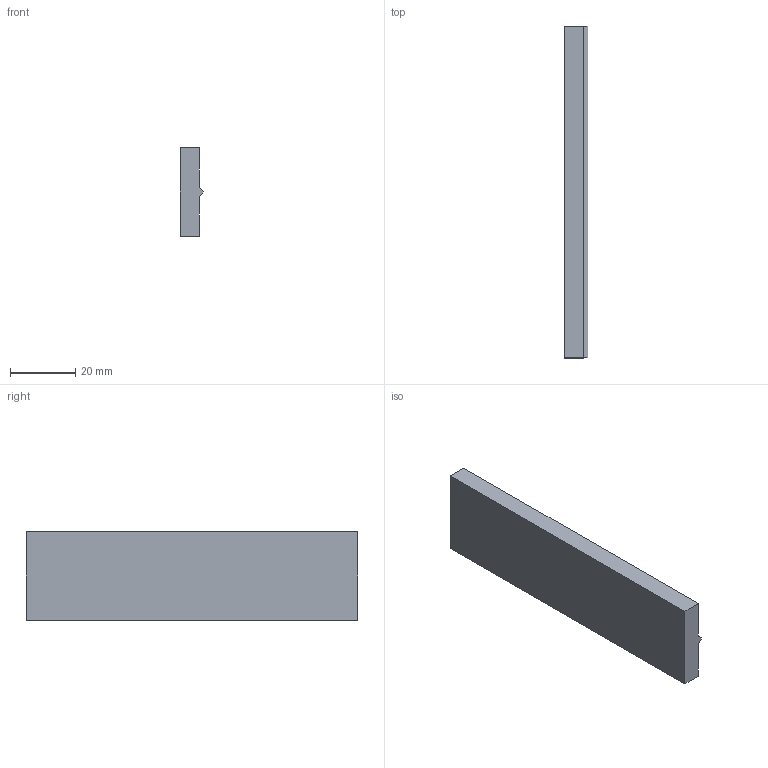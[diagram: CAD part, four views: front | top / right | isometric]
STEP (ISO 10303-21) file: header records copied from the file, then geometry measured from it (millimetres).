
FILE_DESCRIPTION (( 'STEP AP214' ), '1' );
FILE_NAME ('Dispenser Back.STEP', '2017-11-20T05:48:55', ( '' ), ( '' ), 'SwSTEP 2.0', 'SolidWorks 2017', '' );
FILE_SCHEMA (( 'AUTOMOTIVE_DESIGN' ));
Length unit declared in the file: inch
Products named in the file (1): Dispenser Back
Bounding box: 7.28 x 101.6 x 27.18 mm (x, y, z)
Volume: 16340.7 mm3; surface area: 7152.1 mm2
Topology: 1 solids, 1 shells, 9 faces, 21 edges, 14 vertices
Faces by surface type: plane 9
Entity records: 295 total; most frequent: CARTESIAN_POINT 45, ORIENTED_EDGE 42, DIRECTION 41, VECTOR 21, EDGE_CURVE 21, LINE 21, VERTEX_POINT 14, AXIS2_PLACEMENT_3D 10
